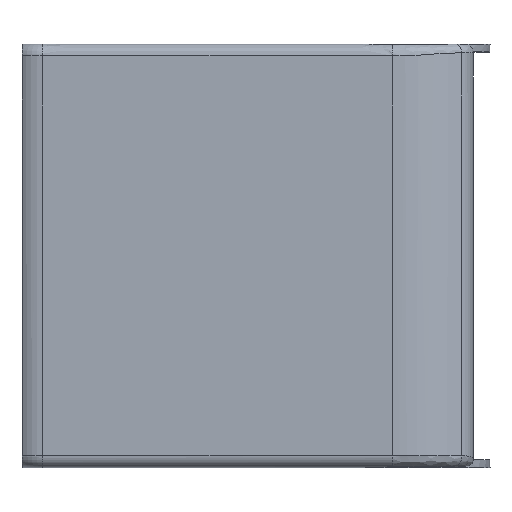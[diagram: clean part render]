
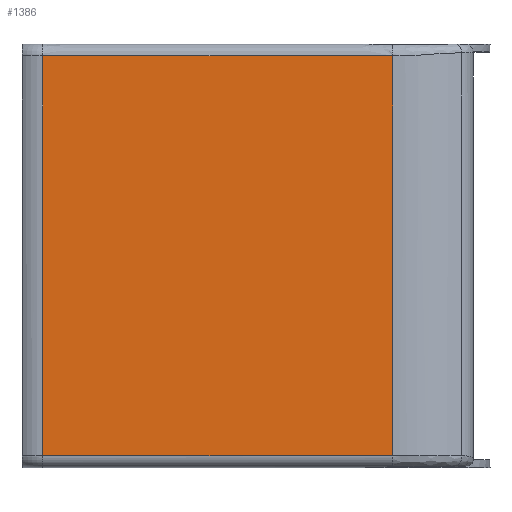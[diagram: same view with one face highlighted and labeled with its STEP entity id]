
A CAD part, top view. The second image highlights one B-rep face of the part: STEP entity #1386.
In plain terms, the highlighted planar face has unit normal (0, 0, 1).
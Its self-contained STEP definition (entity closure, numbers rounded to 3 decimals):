
#1349=AXIS2_PLACEMENT_3D('Plane Axis2P3D',#1346,#1347,#1348) ;
#642=CARTESIAN_POINT('Vertex',(5.264,-51.259,51.9)) ;
#879=CARTESIAN_POINT('Vertex',(95.,-51.259,51.9)) ;
#901=CARTESIAN_POINT('Line Origine',(52.756,-51.259,51.9)) ;
#919=CARTESIAN_POINT('Line Origine',(5.264,0.,51.9)) ;
#923=CARTESIAN_POINT('Vertex',(5.264,51.259,51.9)) ;
#1181=CARTESIAN_POINT('Vertex',(95.,51.259,51.9)) ;
#1184=CARTESIAN_POINT('Line Origine',(95.,0.,51.9)) ;
#1346=CARTESIAN_POINT('Axis2P3D Location',(5.264,0.,51.9)) ;
#1352=CARTESIAN_POINT('Control Point',(95.,51.259,51.9)) ;
#1353=CARTESIAN_POINT('Control Point',(94.986,51.259,51.9)) ;
#1354=CARTESIAN_POINT('Control Point',(94.971,51.259,51.9)) ;
#1355=CARTESIAN_POINT('Control Point',(94.957,51.259,51.9)) ;
#1356=CARTESIAN_POINT('Control Point',(92.709,51.259,51.9)) ;
#1357=CARTESIAN_POINT('Control Point',(90.456,51.259,51.9)) ;
#1358=CARTESIAN_POINT('Control Point',(88.216,51.259,51.9)) ;
#1359=CARTESIAN_POINT('Control Point',(82.801,51.259,51.9)) ;
#1360=CARTESIAN_POINT('Control Point',(77.387,51.259,51.9)) ;
#1361=CARTESIAN_POINT('Control Point',(73.278,51.259,51.9)) ;
#1362=CARTESIAN_POINT('Control Point',(66.745,51.259,51.9)) ;
#1363=CARTESIAN_POINT('Control Point',(60.212,51.259,51.9)) ;
#1364=CARTESIAN_POINT('Control Point',(56.852,51.259,51.9)) ;
#1365=CARTESIAN_POINT('Control Point',(49.723,51.259,51.9)) ;
#1366=CARTESIAN_POINT('Control Point',(42.595,51.259,51.9)) ;
#1367=CARTESIAN_POINT('Control Point',(38.826,51.259,51.9)) ;
#1368=CARTESIAN_POINT('Control Point',(33.892,51.259,51.9)) ;
#1369=CARTESIAN_POINT('Control Point',(28.96,51.259,51.9)) ;
#1370=CARTESIAN_POINT('Control Point',(27.332,51.259,51.9)) ;
#1371=CARTESIAN_POINT('Control Point',(23.641,51.259,51.9)) ;
#1372=CARTESIAN_POINT('Control Point',(19.958,51.259,51.9)) ;
#1373=CARTESIAN_POINT('Control Point',(17.511,51.259,51.9)) ;
#1374=CARTESIAN_POINT('Control Point',(13.562,51.259,51.9)) ;
#1375=CARTESIAN_POINT('Control Point',(9.59,51.259,51.9)) ;
#1376=CARTESIAN_POINT('Control Point',(8.126,51.259,51.9)) ;
#1377=CARTESIAN_POINT('Control Point',(6.679,51.259,51.9)) ;
#1378=CARTESIAN_POINT('Control Point',(5.264,51.259,51.9)) ;
#902=DIRECTION('Vector Direction',(-1.,0.,0.)) ;
#920=DIRECTION('Vector Direction',(0.,1.,0.)) ;
#1185=DIRECTION('Vector Direction',(0.,1.,0.)) ;
#1347=DIRECTION('Axis2P3D Direction',(0.,0.,1.)) ;
#1348=DIRECTION('Axis2P3D XDirection',(1.,0.,0.)) ;
#903=VECTOR('Line Direction',#902,1.) ;
#921=VECTOR('Line Direction',#920,1.) ;
#1186=VECTOR('Line Direction',#1185,1.) ;
#1381=ORIENTED_EDGE('',*,*,#1188,.T.) ;
#1382=ORIENTED_EDGE('',*,*,#1379,.F.) ;
#1383=ORIENTED_EDGE('',*,*,#925,.F.) ;
#1384=ORIENTED_EDGE('',*,*,#905,.T.) ;
#1386=ADVANCED_FACE('Modele simplifie',(#1385),#1350,.T.) ;
#1351=B_SPLINE_CURVE_WITH_KNOTS('',5,(#1352,#1353,#1354,#1355,#1356,#1357,#1358,#1359,#1360,#1361,#1362,#1363,#1364,#1365,#1366,#1367,#1368,#1369,#1370,#1371,#1372,#1373,#1374,#1375,#1376,#1377,#1378),.UNSPECIFIED.,.F.,.U.,(6,3,3,3,3,3,3,3,6),(213.479,213.605,232.995,260.474,289.574,322.212,332.283,354.21,366.353),.UNSPECIFIED.) ;
#905=EDGE_CURVE('',#643,#880,#904,.F.) ;
#925=EDGE_CURVE('',#643,#924,#922,.T.) ;
#1188=EDGE_CURVE('',#880,#1182,#1187,.T.) ;
#1379=EDGE_CURVE('',#924,#1182,#1351,.F.) ;
#1380=EDGE_LOOP('',(#1381,#1382,#1383,#1384)) ;
#1385=FACE_OUTER_BOUND('',#1380,.T.) ;
#904=LINE('Line',#901,#903) ;
#922=LINE('Line',#919,#921) ;
#1187=LINE('Line',#1184,#1186) ;
#1350=PLANE('',#1349) ;
#643=VERTEX_POINT('',#642) ;
#880=VERTEX_POINT('',#879) ;
#924=VERTEX_POINT('',#923) ;
#1182=VERTEX_POINT('',#1181) ;
